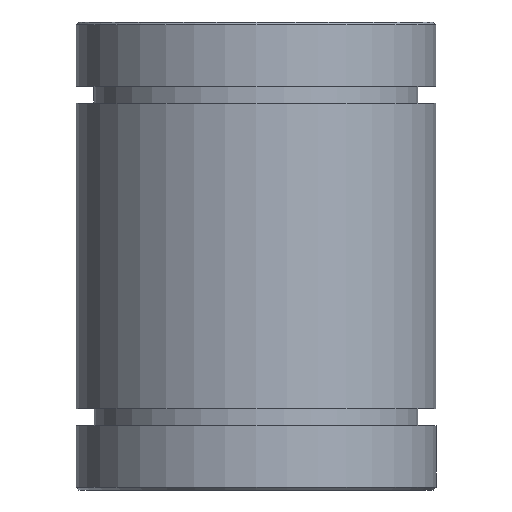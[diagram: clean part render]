
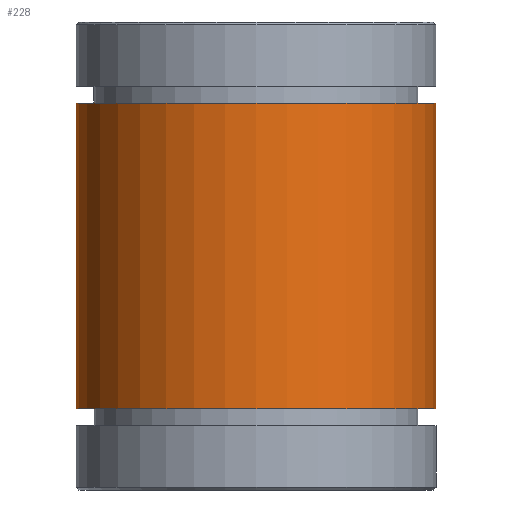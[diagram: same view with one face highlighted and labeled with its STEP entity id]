
A CAD part, left-side view. The second image highlights one B-rep face of the part: STEP entity #228.
In plain terms, the highlighted cylindrical face has radius 15.875 mm (diameter 31.75 mm), a partial arc.
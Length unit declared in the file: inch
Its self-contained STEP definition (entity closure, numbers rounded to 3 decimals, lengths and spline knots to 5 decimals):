
#27 = DIRECTION ( 'NONE',  ( 0., 0., 1. ) ) ;
#61 = DIRECTION ( 'NONE',  ( 0., -1., 0. ) ) ;
#87 = DIRECTION ( 'NONE',  ( 0., -1., 0. ) ) ;
#124 = CARTESIAN_POINT ( 'NONE',  ( 0., 0., -0.531 ) ) ;
#133 = CARTESIAN_POINT ( 'NONE',  ( 0., 0., 0.531 ) ) ;
#141 = CARTESIAN_POINT ( 'NONE',  ( 0., -0.625, 0.8125 ) ) ;
#155 = DIRECTION ( 'NONE',  ( 0., 0., 1. ) ) ;
#164 = DIRECTION ( 'NONE',  ( 0., 0., 1. ) ) ;
#228 = ADVANCED_FACE ( 'NONE', ( #714 ), #825, .T. ) ;
#235 = VERTEX_POINT ( 'NONE', #426 ) ;
#245 = CARTESIAN_POINT ( 'NONE',  ( 0., 0., 0.8125 ) ) ;
#248 = DIRECTION ( 'NONE',  ( 0., 0., 1. ) ) ;
#255 = DIRECTION ( 'NONE',  ( 0., -1., 0. ) ) ;
#296 = VERTEX_POINT ( 'NONE', #449 ) ;
#350 = VERTEX_POINT ( 'NONE', #490 ) ;
#352 = VERTEX_POINT ( 'NONE', #471 ) ;
#399 = CARTESIAN_POINT ( 'NONE',  ( 0., 0.625, 0.8125 ) ) ;
#426 = CARTESIAN_POINT ( 'NONE',  ( 0., -0.625, -0.531 ) ) ;
#442 = DIRECTION ( 'NONE',  ( 0., 0., 1. ) ) ;
#449 = CARTESIAN_POINT ( 'NONE',  ( 0., 0.625, -0.531 ) ) ;
#471 = CARTESIAN_POINT ( 'NONE',  ( 0., -0.625, 0.531 ) ) ;
#490 = CARTESIAN_POINT ( 'NONE',  ( 0., 0.625, 0.531 ) ) ;
#505 = ORIENTED_EDGE ( 'NONE', *, *, #907, .F. ) ;
#512 = EDGE_LOOP ( 'NONE', ( #638, #568, #583, #505 ) ) ;
#516 = LINE ( 'NONE', #141, #688 ) ;
#568 = ORIENTED_EDGE ( 'NONE', *, *, #952, .T. ) ;
#583 = ORIENTED_EDGE ( 'NONE', *, *, #914, .T. ) ;
#591 = CIRCLE ( 'NONE', #846, 0.625 ) ;
#617 = VECTOR ( 'NONE', #442, 39.37008 ) ;
#638 = ORIENTED_EDGE ( 'NONE', *, *, #883, .F. ) ;
#659 = LINE ( 'NONE', #399, #617 ) ;
#688 = VECTOR ( 'NONE', #164, 39.37008 ) ;
#714 = FACE_OUTER_BOUND ( 'NONE', #512, .T. ) ;
#814 = CIRCLE ( 'NONE', #903, 0.625 ) ;
#825 = CYLINDRICAL_SURFACE ( 'NONE', #838, 0.625 ) ;
#838 = AXIS2_PLACEMENT_3D ( 'NONE', #245, #248, #255 ) ;
#846 = AXIS2_PLACEMENT_3D ( 'NONE', #133, #155, #87 ) ;
#883 = EDGE_CURVE ( 'NONE', #296, #350, #659, .T. ) ;
#903 = AXIS2_PLACEMENT_3D ( 'NONE', #124, #27, #61 ) ;
#907 = EDGE_CURVE ( 'NONE', #350, #352, #591, .T. ) ;
#914 = EDGE_CURVE ( 'NONE', #235, #352, #516, .T. ) ;
#952 = EDGE_CURVE ( 'NONE', #296, #235, #814, .T. ) ;
